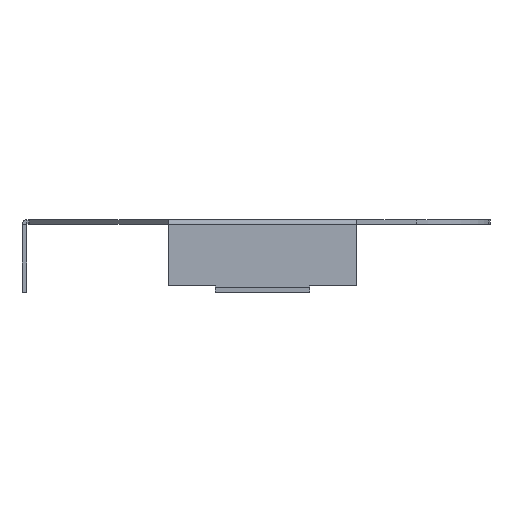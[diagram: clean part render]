
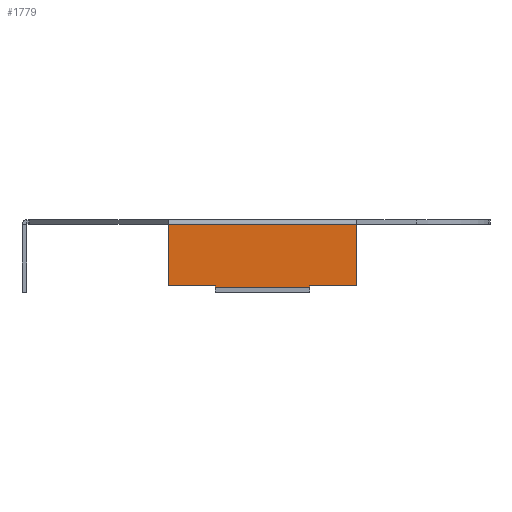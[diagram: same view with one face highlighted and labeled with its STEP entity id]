
A CAD part, front view. The second image highlights one B-rep face of the part: STEP entity #1779.
In plain terms, the highlighted planar face has unit normal (0, -1, 0).
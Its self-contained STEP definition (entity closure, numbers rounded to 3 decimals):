
#110 = DIRECTION ( 'NONE',  ( 0., 0., 1. ) ) ;
#121 = LINE ( 'NONE', #884, #2714 ) ;
#195 = CARTESIAN_POINT ( 'NONE',  ( -2.325, -13.175, -3.6 ) ) ;
#276 = DIRECTION ( 'NONE',  ( 1., 0., 0. ) ) ;
#278 = LINE ( 'NONE', #2943, #1948 ) ;
#354 = ORIENTED_EDGE ( 'NONE', *, *, #2732, .F. ) ;
#446 = ORIENTED_EDGE ( 'NONE', *, *, #913, .T. ) ;
#466 = LINE ( 'NONE', #2681, #2924 ) ;
#499 = DIRECTION ( 'NONE',  ( 1., 0., 0. ) ) ;
#569 = EDGE_CURVE ( 'NONE', #1245, #3019, #698, .T. ) ;
#615 = EDGE_LOOP ( 'NONE', ( #1516, #2778, #1171, #2177, #1873, #799, #446, #354 ) ) ;
#646 = CARTESIAN_POINT ( 'NONE',  ( -4.825, -13.175, -3.5 ) ) ;
#653 = CARTESIAN_POINT ( 'NONE',  ( 2.675, -13.175, -3.59 ) ) ;
#676 = AXIS2_PLACEMENT_3D ( 'NONE', #1309, #1124, #110 ) ;
#698 = LINE ( 'NONE', #990, #2505 ) ;
#784 = CARTESIAN_POINT ( 'NONE',  ( 2.675, -13.175, -3.5 ) ) ;
#799 = ORIENTED_EDGE ( 'NONE', *, *, #1406, .T. ) ;
#812 = DIRECTION ( 'NONE',  ( 0., 0., 1. ) ) ;
#831 = LINE ( 'NONE', #3042, #984 ) ;
#842 = FACE_OUTER_BOUND ( 'NONE', #615, .T. ) ;
#884 = CARTESIAN_POINT ( 'NONE',  ( 5.175, -13.175, -3.5 ) ) ;
#893 = CARTESIAN_POINT ( 'NONE',  ( -2.325, -13.175, -3.5 ) ) ;
#913 = EDGE_CURVE ( 'NONE', #916, #3145, #466, .T. ) ;
#916 = VERTEX_POINT ( 'NONE', #2942 ) ;
#984 = VECTOR ( 'NONE', #812, 1000. ) ;
#990 = CARTESIAN_POINT ( 'NONE',  ( 2.675, -13.175, -3.59 ) ) ;
#1012 = EDGE_CURVE ( 'NONE', #2920, #2401, #121, .T. ) ;
#1060 = PLANE ( 'NONE',  #676 ) ;
#1124 = DIRECTION ( 'NONE',  ( 0., 1., 0. ) ) ;
#1171 = ORIENTED_EDGE ( 'NONE', *, *, #1012, .T. ) ;
#1245 = VERTEX_POINT ( 'NONE', #653 ) ;
#1260 = CARTESIAN_POINT ( 'NONE',  ( -2.325, -13.175, -3.59 ) ) ;
#1309 = CARTESIAN_POINT ( 'NONE',  ( -4.825, -13.175, -0.25 ) ) ;
#1320 = VERTEX_POINT ( 'NONE', #2052 ) ;
#1346 = LINE ( 'NONE', #1570, #2719 ) ;
#1364 = DIRECTION ( 'NONE',  ( 0., 0., 1. ) ) ;
#1395 = EDGE_CURVE ( 'NONE', #2401, #2986, #1346, .T. ) ;
#1406 = EDGE_CURVE ( 'NONE', #1320, #916, #2840, .T. ) ;
#1516 = ORIENTED_EDGE ( 'NONE', *, *, #569, .F. ) ;
#1570 = CARTESIAN_POINT ( 'NONE',  ( 5.175, -13.175, -0.25 ) ) ;
#1629 = EDGE_CURVE ( 'NONE', #1320, #2986, #278, .T. ) ;
#1779 = ADVANCED_FACE ( 'NONE', ( #842 ), #1060, .F. ) ;
#1873 = ORIENTED_EDGE ( 'NONE', *, *, #1629, .F. ) ;
#1948 = VECTOR ( 'NONE', #499, 1000. ) ;
#2052 = CARTESIAN_POINT ( 'NONE',  ( -4.825, -13.175, -0.26 ) ) ;
#2067 = DIRECTION ( 'NONE',  ( 0., 0., 1. ) ) ;
#2087 = LINE ( 'NONE', #195, #2366 ) ;
#2167 = DIRECTION ( 'NONE',  ( 1., 0., 0. ) ) ;
#2177 = ORIENTED_EDGE ( 'NONE', *, *, #1395, .T. ) ;
#2228 = DIRECTION ( 'NONE',  ( -1., 0., 0. ) ) ;
#2366 = VECTOR ( 'NONE', #1364, 1000. ) ;
#2401 = VERTEX_POINT ( 'NONE', #3112 ) ;
#2505 = VECTOR ( 'NONE', #2228, 1000. ) ;
#2553 = DIRECTION ( 'NONE',  ( 0., 0., -1. ) ) ;
#2681 = CARTESIAN_POINT ( 'NONE',  ( 5.175, -13.175, -3.5 ) ) ;
#2714 = VECTOR ( 'NONE', #276, 1000. ) ;
#2719 = VECTOR ( 'NONE', #2067, 1000. ) ;
#2732 = EDGE_CURVE ( 'NONE', #3019, #3145, #2087, .T. ) ;
#2778 = ORIENTED_EDGE ( 'NONE', *, *, #2991, .T. ) ;
#2781 = CARTESIAN_POINT ( 'NONE',  ( 5.175, -13.175, -0.26 ) ) ;
#2840 = LINE ( 'NONE', #646, #2870 ) ;
#2870 = VECTOR ( 'NONE', #2553, 1000. ) ;
#2920 = VERTEX_POINT ( 'NONE', #784 ) ;
#2924 = VECTOR ( 'NONE', #2167, 1000. ) ;
#2942 = CARTESIAN_POINT ( 'NONE',  ( -4.825, -13.175, -3.5 ) ) ;
#2943 = CARTESIAN_POINT ( 'NONE',  ( -4.825, -13.175, -0.26 ) ) ;
#2986 = VERTEX_POINT ( 'NONE', #2781 ) ;
#2991 = EDGE_CURVE ( 'NONE', #1245, #2920, #831, .T. ) ;
#3019 = VERTEX_POINT ( 'NONE', #1260 ) ;
#3042 = CARTESIAN_POINT ( 'NONE',  ( 2.675, -13.175, -3.6 ) ) ;
#3112 = CARTESIAN_POINT ( 'NONE',  ( 5.175, -13.175, -3.5 ) ) ;
#3145 = VERTEX_POINT ( 'NONE', #893 ) ;
